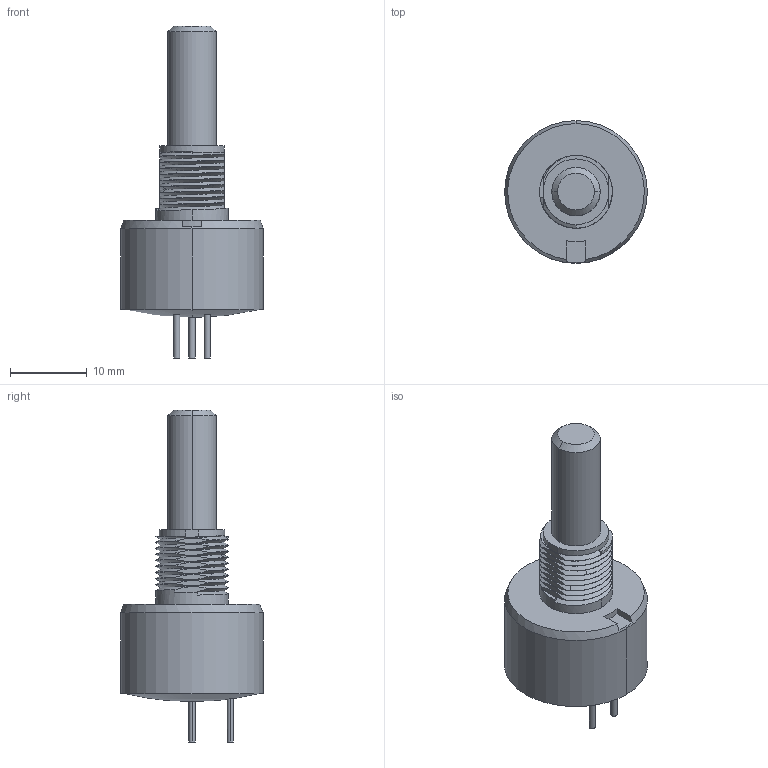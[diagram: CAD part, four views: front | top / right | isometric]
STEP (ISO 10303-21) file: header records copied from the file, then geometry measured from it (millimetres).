
FILE_DESCRIPTION((''),'2;1');
FILE_NAME('C-3-1625931-3','2009-05-16T',('workeradm'),('Tyco Electronics Corporation'),'PRO/ENGINEER BY PARAMETRIC TECHNOLOGY CORPORATION, 2007390','PRO/ENGINEER BY PARAMETRIC TECHNOLOGY CORPORATION, 2007390','');
FILE_SCHEMA(('AUTOMOTIVE_DESIGN { 1 0 10303 214 1 1 1 1 }'));
Length unit declared in the file: millimetre
Products named in the file (1): C-3-1625931-3
Bounding box: 18.65 x 18.65 x 43.4 mm (x, y, z)
Volume: 4399 mm3; surface area: 1992.5 mm2
Topology: 1 solids, 1 shells, 82 faces, 219 edges, 144 vertices
Faces by surface type: plane 37, cylinder 33, bspline 6, cone 4, sphere 2
Entity records: 7249 total; most frequent: CARTESIAN_POINT 5264, ORIENTED_EDGE 438, DIRECTION 319, EDGE_CURVE 219, VERTEX_POINT 144, AXIS2_PLACEMENT_3D 117, B_SPLINE_CURVE_WITH_KNOTS 93, EDGE_LOOP 87
